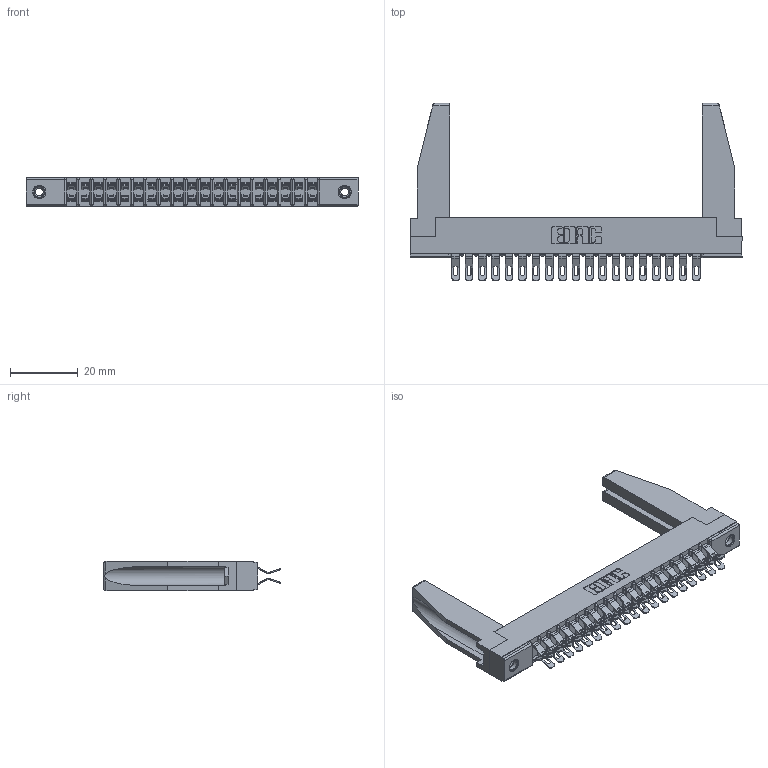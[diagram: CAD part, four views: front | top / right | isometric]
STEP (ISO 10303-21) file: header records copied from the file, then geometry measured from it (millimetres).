
FILE_DESCRIPTION (( 'STEP AP203' ), '1' );
FILE_NAME ('307-038-555-278.STEP', '2019-09-06T04:43:15', ( '' ), ( '' ), 'SwSTEP 2.0', 'SolidWorks 2016', '' );
FILE_SCHEMA (( 'CONFIG_CONTROL_DESIGN' ));
Length unit declared in the file: inch
Products named in the file (5): 307-038-555-278; 307-220-078; 345-250-001_345-250-001-102; 307-290-001_555; 307 Part_.156 Dia Mounting Holes
Assembly tree (43 placements, depth 2):
  307-038-555-278
    307 Part_.156 Dia Mounting Holes
    307-290-001_555  x38
    307-220-078  x2
    345-250-001_345-250-001-102  x2
Bounding box: 98.3 x 52.45 x 8.71 mm (x, y, z)
Volume: 10536.6 mm3; surface area: 15850 mm2
Topology: 43 solids, 43 shells, 2586 faces, 7531 edges, 4906 vertices
Faces by surface type: plane 1446, cylinder 1084, sphere 40, cone 12, torus 4
Entity records: 22708 total; most frequent: CARTESIAN_POINT 3737, ORIENTED_EDGE 3662, DIRECTION 3631, EDGE_CURVE 1831, LINE 1387, VECTOR 1387, VERTEX_POINT 1186, AXIS2_PLACEMENT_3D 1122
